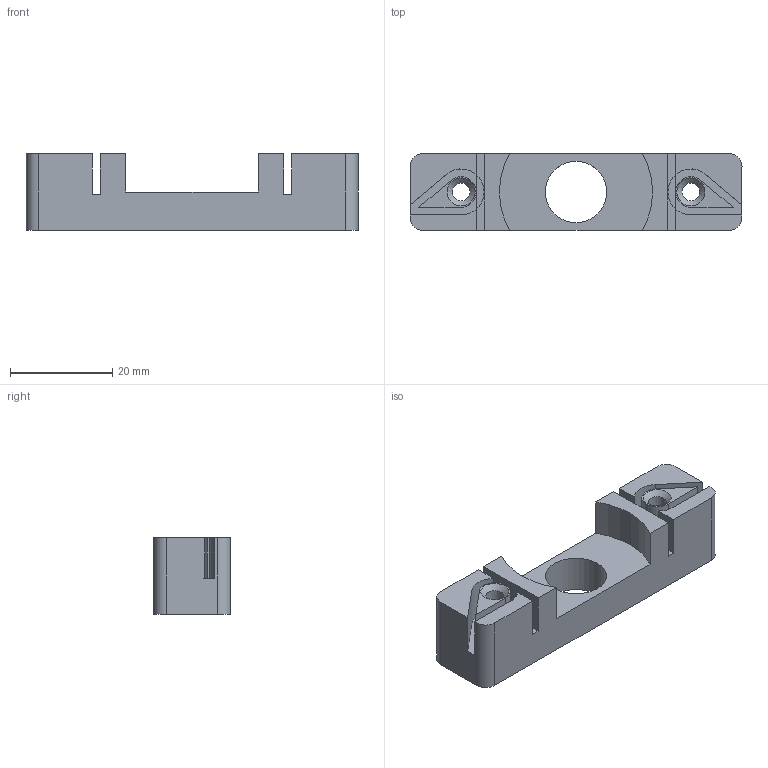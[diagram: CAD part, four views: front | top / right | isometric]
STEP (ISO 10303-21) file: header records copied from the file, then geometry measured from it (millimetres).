
FILE_DESCRIPTION(('FreeCAD Model'),'2;1');
FILE_NAME('Open CASCADE Shape Model','2021-05-15T14:28:59',('Author'),( ''),'Open CASCADE STEP processor 7.4','FreeCAD','Unknown');
FILE_SCHEMA(('AUTOMOTIVE_DESIGN { 1 0 10303 214 1 1 1 1 }'));
Length unit declared in the file: millimetre
Products named in the file (1): Body
Bounding box: 65 x 15 x 15 mm (x, y, z)
Volume: 9114.7 mm3; surface area: 5663.3 mm2
Topology: 1 solids, 1 shells, 58 faces, 150 edges, 94 vertices
Faces by surface type: plane 38, cylinder 18, cone 2
Full cylindrical faces by diameter (mm): 3.5 x2, 12 x1
Entity records: 3851 total; most frequent: CARTESIAN_POINT 825, DIRECTION 573, LINE 364, VECTOR 364, ORIENTED_EDGE 300, PCURVE 300, DEFINITIONAL_REPRESENTATION 300, EDGE_CURVE 150
